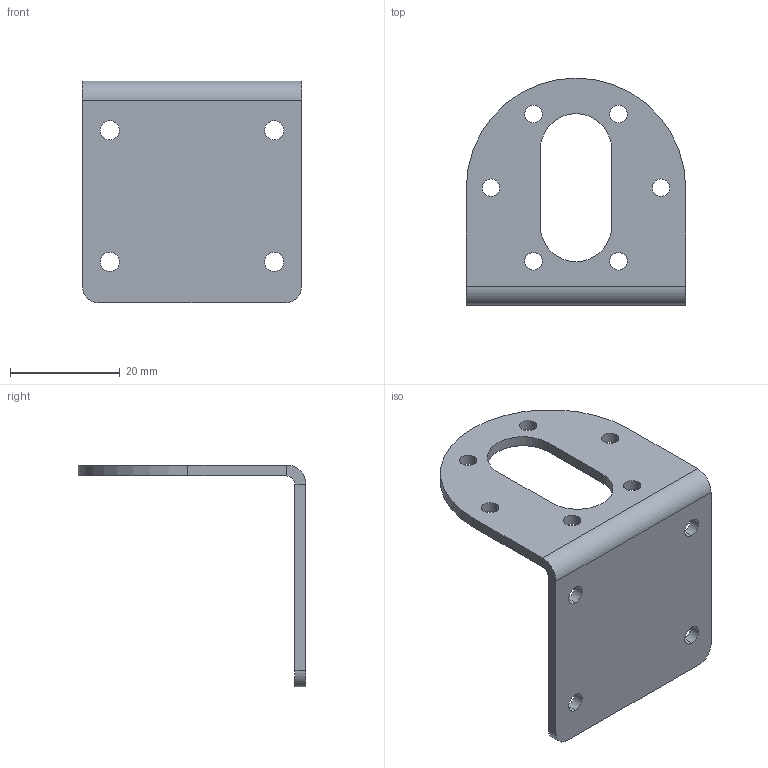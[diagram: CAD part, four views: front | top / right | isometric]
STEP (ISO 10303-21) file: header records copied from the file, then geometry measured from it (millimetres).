
FILE_DESCRIPTION (( 'STEP AP203' ), '1' );
FILE_NAME ('520萇儂盓殤.STEP', '2022-10-27T08:42:32', ( '' ), ( '' ), 'SwSTEP 2.0', 'SolidWorks 2021', '' );
FILE_SCHEMA (( 'CONFIG_CONTROL_DESIGN' ));
Length unit declared in the file: millimetre
Products named in the file (1): 520萇儂盓殤
Bounding box: 40 x 41.5 x 40.5 mm (x, y, z)
Volume: 5160.1 mm3; surface area: 5942.6 mm2
Topology: 1 solids, 1 shells, 40 faces, 106 edges, 68 vertices
Faces by surface type: cylinder 27, plane 13
Entity records: 1381 total; most frequent: DIRECTION 242, CARTESIAN_POINT 215, ORIENTED_EDGE 212, EDGE_CURVE 106, AXIS2_PLACEMENT_3D 95, VERTEX_POINT 68, EDGE_LOOP 62, CIRCLE 54
